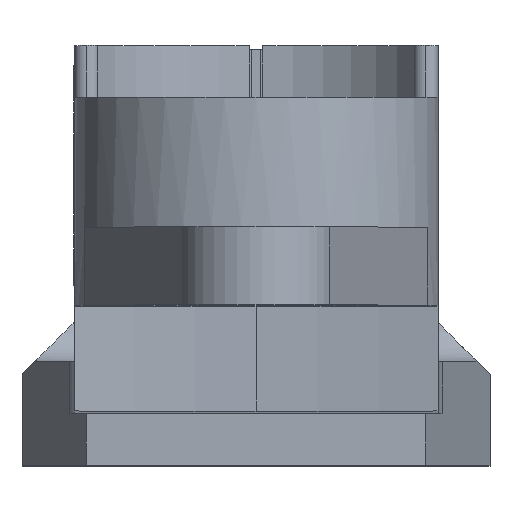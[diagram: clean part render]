
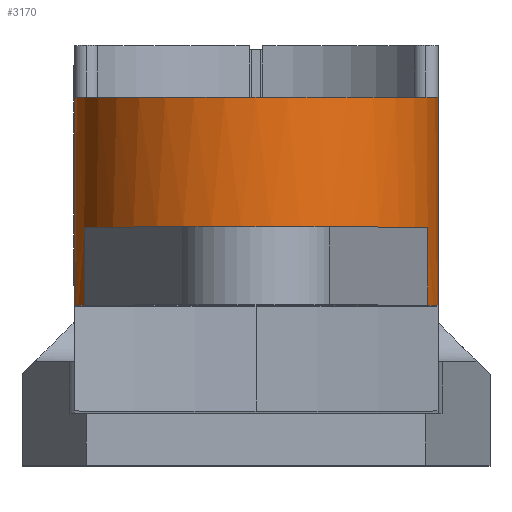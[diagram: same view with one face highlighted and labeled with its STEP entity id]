
A CAD part, top view. The second image highlights one B-rep face of the part: STEP entity #3170.
In plain terms, the highlighted cylindrical face has radius 11.113 mm (diameter 22.225 mm), a partial arc.
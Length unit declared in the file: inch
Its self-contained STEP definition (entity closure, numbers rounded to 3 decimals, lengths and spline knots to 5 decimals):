
#99 = VERTEX_POINT ( 'NONE', #2841 ) ;
#102 = CARTESIAN_POINT ( 'NONE',  ( -0.41248, 0., 7.70833 ) ) ;
#171 = CIRCLE ( 'NONE', #6363, 0.4375 ) ;
#219 = EDGE_LOOP ( 'NONE', ( #1843, #2531, #4129, #3984, #1337, #6582, #796, #4662 ) ) ;
#233 = AXIS2_PLACEMENT_3D ( 'NONE', #3774, #1530, #3146 ) ;
#273 = EDGE_CURVE ( 'NONE', #99, #432, #2747, .T. ) ;
#289 = VERTEX_POINT ( 'NONE', #1989 ) ;
#376 = EDGE_CURVE ( 'NONE', #2405, #2009, #4014, .T. ) ;
#432 = VERTEX_POINT ( 'NONE', #5533 ) ;
#649 = VERTEX_POINT ( 'NONE', #5351 ) ;
#796 = ORIENTED_EDGE ( 'NONE', *, *, #376, .T. ) ;
#947 = CARTESIAN_POINT ( 'NONE',  ( 0., 0.3125, 7.5625 ) ) ;
#1074 = DIRECTION ( 'NONE',  ( 0., -1., 0. ) ) ;
#1169 = DIRECTION ( 'NONE',  ( 0., -1., 0. ) ) ;
#1279 = DIRECTION ( 'NONE',  ( 1., 0., 0. ) ) ;
#1337 = ORIENTED_EDGE ( 'NONE', *, *, #1796, .F. ) ;
#1488 = EDGE_CURVE ( 'NONE', #99, #289, #171, .T. ) ;
#1490 = DIRECTION ( 'NONE',  ( 0., 0., 1. ) ) ;
#1530 = DIRECTION ( 'NONE',  ( 0., 1., 0. ) ) ;
#1744 = EDGE_CURVE ( 'NONE', #649, #2405, #6480, .T. ) ;
#1796 = EDGE_CURVE ( 'NONE', #649, #289, #4837, .T. ) ;
#1838 = VERTEX_POINT ( 'NONE', #1847 ) ;
#1843 = ORIENTED_EDGE ( 'NONE', *, *, #6053, .F. ) ;
#1847 = CARTESIAN_POINT ( 'NONE',  ( 0.4375, -0.1875, 7.5625 ) ) ;
#1928 = FACE_OUTER_BOUND ( 'NONE', #219, .T. ) ;
#1989 = CARTESIAN_POINT ( 'NONE',  ( -0.41248, -0.1875, 7.70833 ) ) ;
#2009 = VERTEX_POINT ( 'NONE', #5066 ) ;
#2193 = CARTESIAN_POINT ( 'NONE',  ( 0.41248, 0., 7.70833 ) ) ;
#2198 = DIRECTION ( 'NONE',  ( 0., 1., 0. ) ) ;
#2405 = VERTEX_POINT ( 'NONE', #3883 ) ;
#2508 = EDGE_CURVE ( 'NONE', #2009, #1838, #6016, .T. ) ;
#2509 = VERTEX_POINT ( 'NONE', #3997 ) ;
#2531 = ORIENTED_EDGE ( 'NONE', *, *, #4859, .T. ) ;
#2747 = LINE ( 'NONE', #4135, #6162 ) ;
#2841 = CARTESIAN_POINT ( 'NONE',  ( -0.4375, -0.1875, 7.5625 ) ) ;
#2963 = CIRCLE ( 'NONE', #4435, 0.4375 ) ;
#3008 = AXIS2_PLACEMENT_3D ( 'NONE', #6672, #5374, #1279 ) ;
#3146 = DIRECTION ( 'NONE',  ( 0., 0., -1. ) ) ;
#3170 = ADVANCED_FACE ( 'NONE', ( #1928 ), #4179, .T. ) ;
#3174 = CARTESIAN_POINT ( 'NONE',  ( 0., -0.1875, 7.5625 ) ) ;
#3774 = CARTESIAN_POINT ( 'NONE',  ( 0., -0.1875, 7.5625 ) ) ;
#3801 = LINE ( 'NONE', #5736, #5162 ) ;
#3869 = VECTOR ( 'NONE', #1074, 39.37008 ) ;
#3883 = CARTESIAN_POINT ( 'NONE',  ( 0.41248, 0., 7.70833 ) ) ;
#3984 = ORIENTED_EDGE ( 'NONE', *, *, #1488, .T. ) ;
#3997 = CARTESIAN_POINT ( 'NONE',  ( 0.4375, 0.3125, 7.5625 ) ) ;
#4014 = LINE ( 'NONE', #2193, #5713 ) ;
#4020 = DIRECTION ( 'NONE',  ( 0., 0., -1. ) ) ;
#4070 = AXIS2_PLACEMENT_3D ( 'NONE', #4956, #6035, #5161 ) ;
#4129 = ORIENTED_EDGE ( 'NONE', *, *, #273, .F. ) ;
#4135 = CARTESIAN_POINT ( 'NONE',  ( -0.4375, -0.4375, 7.5625 ) ) ;
#4179 = CYLINDRICAL_SURFACE ( 'NONE', #3008, 0.4375 ) ;
#4435 = AXIS2_PLACEMENT_3D ( 'NONE', #947, #1169, #1490 ) ;
#4463 = DIRECTION ( 'NONE',  ( 0., 1., 0. ) ) ;
#4662 = ORIENTED_EDGE ( 'NONE', *, *, #2508, .T. ) ;
#4837 = LINE ( 'NONE', #102, #3869 ) ;
#4859 = EDGE_CURVE ( 'NONE', #2509, #432, #2963, .T. ) ;
#4956 = CARTESIAN_POINT ( 'NONE',  ( 0., 0., 7.5625 ) ) ;
#4989 = DIRECTION ( 'NONE',  ( 0., -1., 0. ) ) ;
#5066 = CARTESIAN_POINT ( 'NONE',  ( 0.41248, -0.1875, 7.70833 ) ) ;
#5161 = DIRECTION ( 'NONE',  ( 0., 0., -1. ) ) ;
#5162 = VECTOR ( 'NONE', #5203, 39.37008 ) ;
#5203 = DIRECTION ( 'NONE',  ( 0., -1., 0. ) ) ;
#5351 = CARTESIAN_POINT ( 'NONE',  ( -0.41248, 0., 7.70833 ) ) ;
#5374 = DIRECTION ( 'NONE',  ( 0., -1., 0. ) ) ;
#5533 = CARTESIAN_POINT ( 'NONE',  ( -0.4375, 0.3125, 7.5625 ) ) ;
#5713 = VECTOR ( 'NONE', #4989, 39.37008 ) ;
#5736 = CARTESIAN_POINT ( 'NONE',  ( 0.4375, -0.4375, 7.5625 ) ) ;
#6016 = CIRCLE ( 'NONE', #233, 0.4375 ) ;
#6035 = DIRECTION ( 'NONE',  ( 0., 1., 0. ) ) ;
#6053 = EDGE_CURVE ( 'NONE', #2509, #1838, #3801, .T. ) ;
#6162 = VECTOR ( 'NONE', #4463, 39.37008 ) ;
#6363 = AXIS2_PLACEMENT_3D ( 'NONE', #3174, #2198, #4020 ) ;
#6480 = CIRCLE ( 'NONE', #4070, 0.4375 ) ;
#6582 = ORIENTED_EDGE ( 'NONE', *, *, #1744, .T. ) ;
#6672 = CARTESIAN_POINT ( 'NONE',  ( 0., -0.4375, 7.5625 ) ) ;
